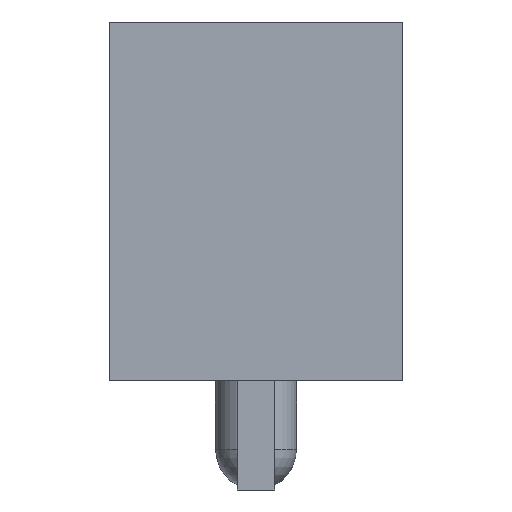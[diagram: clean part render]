
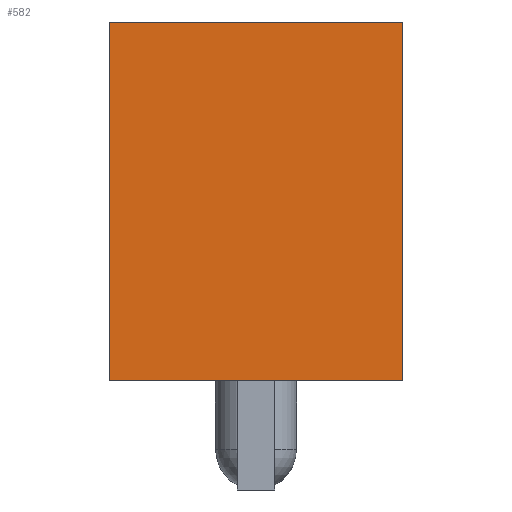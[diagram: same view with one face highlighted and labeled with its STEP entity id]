
A CAD part, left-side view. The second image highlights one B-rep face of the part: STEP entity #582.
In plain terms, the highlighted planar face has unit normal (-1, 0, 0).
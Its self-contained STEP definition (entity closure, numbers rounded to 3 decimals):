
#58=FACE_OUTER_BOUND('',#88,.T.);
#88=EDGE_LOOP('',(#481,#482,#483,#484));
#156=LINE('',#917,#229);
#161=LINE('',#926,#234);
#162=LINE('',#928,#235);
#163=LINE('',#929,#236);
#229=VECTOR('',#754,10.);
#234=VECTOR('',#761,10.);
#235=VECTOR('',#762,10.);
#236=VECTOR('',#763,10.);
#289=VERTEX_POINT('',#914);
#290=VERTEX_POINT('',#916);
#293=VERTEX_POINT('',#925);
#294=VERTEX_POINT('',#927);
#360=EDGE_CURVE('',#289,#290,#156,.T.);
#365=EDGE_CURVE('',#293,#289,#161,.T.);
#366=EDGE_CURVE('',#294,#293,#162,.T.);
#367=EDGE_CURVE('',#290,#294,#163,.T.);
#481=ORIENTED_EDGE('',*,*,#365,.F.);
#482=ORIENTED_EDGE('',*,*,#366,.F.);
#483=ORIENTED_EDGE('',*,*,#367,.F.);
#484=ORIENTED_EDGE('',*,*,#360,.F.);
#552=PLANE('',#631);
#582=ADVANCED_FACE('',(#58),#552,.T.);
#631=AXIS2_PLACEMENT_3D('',#924,#759,#760);
#754=DIRECTION('',(0.,0.,-1.));
#759=DIRECTION('center_axis',(-1.,0.,0.));
#760=DIRECTION('ref_axis',(0.,0.,1.));
#761=DIRECTION('',(0.,-1.,0.));
#762=DIRECTION('',(0.,0.,1.));
#763=DIRECTION('',(0.,1.,0.));
#914=CARTESIAN_POINT('',(-12.2,-4.7,11.5));
#916=CARTESIAN_POINT('',(-12.2,-4.7,0.));
#917=CARTESIAN_POINT('',(-12.2,-4.7,11.5));
#924=CARTESIAN_POINT('Origin',(-12.2,0.,0.));
#925=CARTESIAN_POINT('',(-12.2,4.7,11.5));
#926=CARTESIAN_POINT('',(-12.2,0.,11.5));
#927=CARTESIAN_POINT('',(-12.2,4.7,0.));
#928=CARTESIAN_POINT('',(-12.2,4.7,11.5));
#929=CARTESIAN_POINT('',(-12.2,0.,0.));
